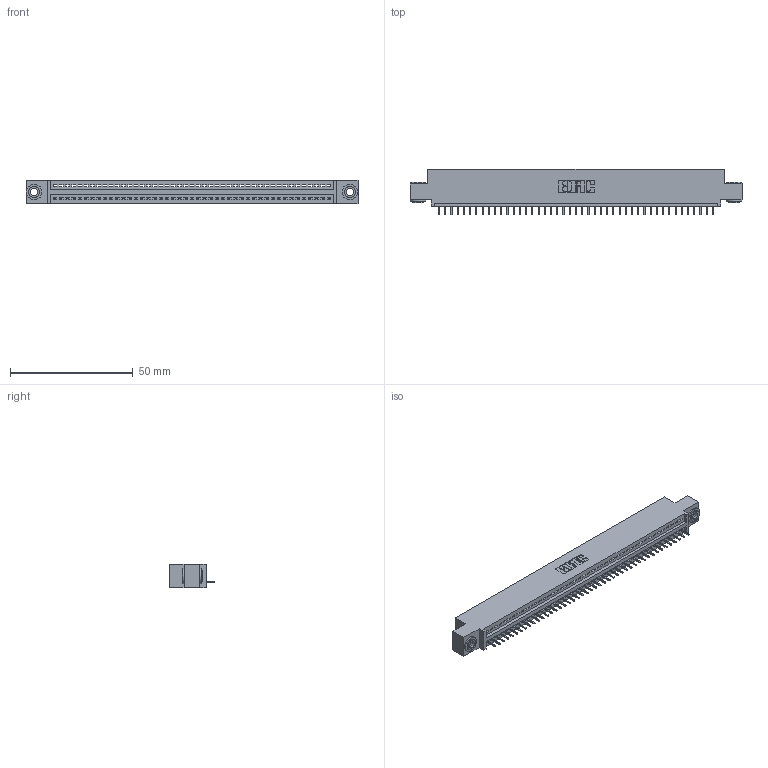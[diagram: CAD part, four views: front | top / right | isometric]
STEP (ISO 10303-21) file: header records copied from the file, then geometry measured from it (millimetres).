
FILE_DESCRIPTION (( 'STEP AP203' ), '1' );
FILE_NAME ('895-045-525-403.STEP', '2020-09-27T04:20:41', ( '' ), ( '' ), 'SwSTEP 2.0', 'SolidWorks 2020', '' );
FILE_SCHEMA (( 'CONFIG_CONTROL_DESIGN' ));
Length unit declared in the file: inch
Products named in the file (4): 845 Part_0.110 Offset - 0.156 Dia-TH; 895-045-525-403; 345-250-002_345-250-002-102; 345-292-001_345-293-125
Assembly tree (48 placements, depth 2):
  895-045-525-403
    845 Part_0.110 Offset - 0.156 Dia-TH
    345-292-001_345-293-125  x45
    345-250-002_345-250-002-102  x2
Bounding box: 135.51 x 18.72 x 9.4 mm (x, y, z)
Volume: 12657.7 mm3; surface area: 16545.3 mm2
Topology: 48 solids, 48 shells, 2958 faces, 8529 edges, 5502 vertices
Faces by surface type: plane 2164, cylinder 786, cone 8
Entity records: 34320 total; most frequent: CARTESIAN_POINT 5922, ORIENTED_EDGE 5894, DIRECTION 5199, EDGE_CURVE 2947, VECTOR 2615, LINE 2615, VERTEX_POINT 1958, AXIS2_PLACEMENT_3D 1292
